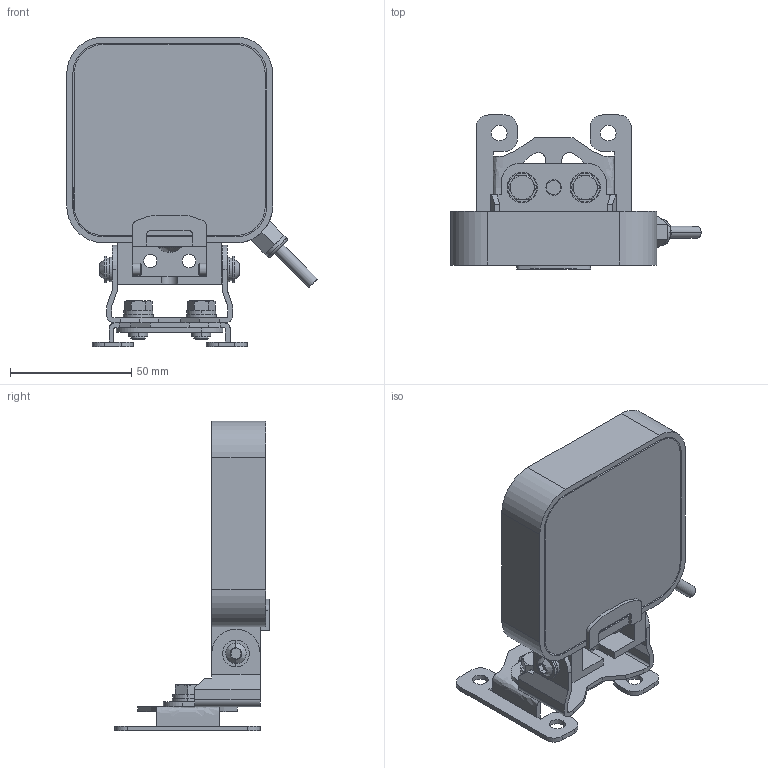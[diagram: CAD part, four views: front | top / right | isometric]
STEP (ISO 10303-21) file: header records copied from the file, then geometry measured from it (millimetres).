
FILE_DESCRIPTION (( 'STEP AP214' ), '1' );
FILE_NAME ('CLN-24-CD-PT.step', '2019-03-26T15:49:06', ( '' ), ( '' ), 'SwSTEP 2.0', 'SolidWorks 2018', '' );
FILE_SCHEMA (( 'AUTOMOTIVE_DESIGN' ));
Length unit declared in the file: inch
Products named in the file (1): CLN-24-CD-PT
Bounding box: 103.42 x 63.7 x 128 mm (x, y, z)
Volume: 144965.5 mm3; surface area: 51556.8 mm2
Topology: 9 solids, 9 shells, 359 faces, 927 edges, 595 vertices
Faces by surface type: plane 183, cylinder 101, bspline 53, cone 22
Full cylindrical faces by diameter (mm): 9.4 x1
Entity records: 16010 total; most frequent: CARTESIAN_POINT 3563, ORIENTED_EDGE 1852, DIRECTION 1670, EDGE_CURVE 926, VERTEX_POINT 596, AXIS2_PLACEMENT_3D 558, LINE 554, VECTOR 554
